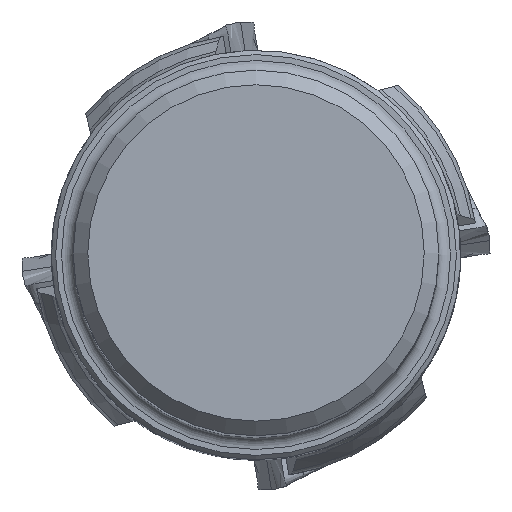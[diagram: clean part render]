
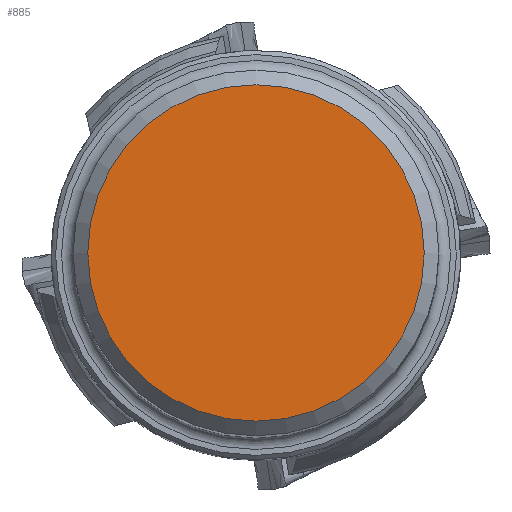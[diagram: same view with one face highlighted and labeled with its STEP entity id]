
A CAD part, top view. The second image highlights one B-rep face of the part: STEP entity #885.
In plain terms, the highlighted planar face has unit normal (0, 0, 1).
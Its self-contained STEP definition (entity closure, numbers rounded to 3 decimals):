
#311=PLANE('',#5222);
#885=ADVANCED_FACE('CU_SU3',(#1213),#311,.F.);
#1213=FACE_OUTER_BOUND('',#1469,.T.);
#1469=EDGE_LOOP('',(#2398));
#2092=CIRCLE('',#5221,11.5);
#2398=ORIENTED_EDGE('',*,*,#4293,.F.);
#3766=VERTEX_POINT('',#7962);
#4293=EDGE_CURVE('',#3766,#3766,#2092,.T.);
#5221=AXIS2_PLACEMENT_3D('',#7961,#5878,#5879);
#5222=AXIS2_PLACEMENT_3D('',#7963,#5880,#5881);
#5878=DIRECTION('',(0.,0.,-1.));
#5879=DIRECTION('',(-1.,0.,0.));
#5880=DIRECTION('',(0.,0.,-1.));
#5881=DIRECTION('',(-1.,0.,0.));
#7961=CARTESIAN_POINT('',(0.,0.,
0.));
#7962=CARTESIAN_POINT('',(-11.5,0.,0.));
#7963=CARTESIAN_POINT('',(0.,0.,
0.));
